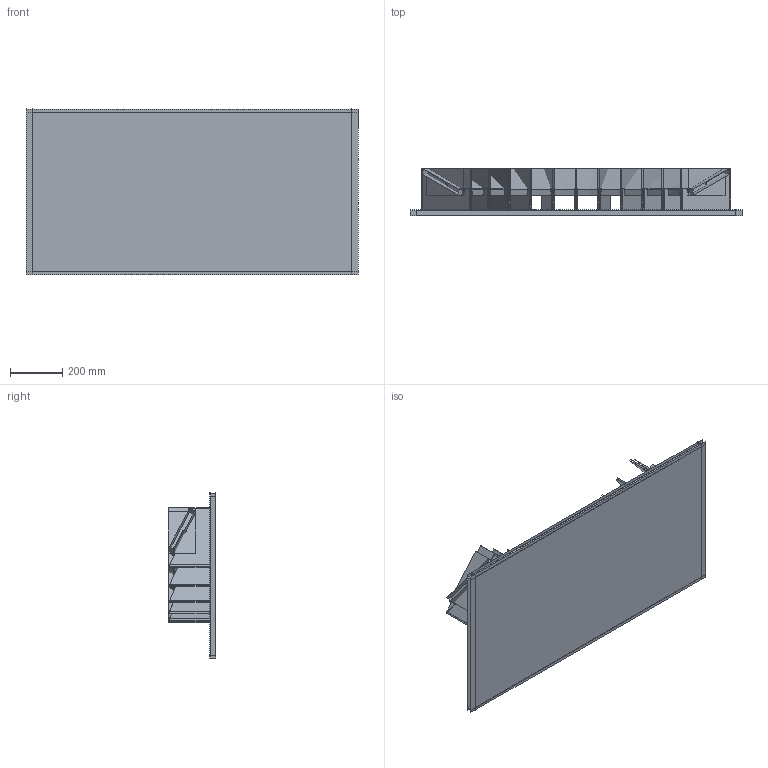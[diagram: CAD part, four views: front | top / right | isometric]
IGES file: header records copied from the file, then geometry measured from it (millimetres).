
Start section:  PTC IGES file: gaugewplate.igs
Global section: file name: gaugewplate.igs; native system: Pro/ENGINEER by Parametric Technology Corporation; preprocessor: 2006200; author: cprinisk; organization: Unknown; date: 20081222.111817; units: inch
Bounding box: 1267.97 x 181.15 x 633.98 mm (x, y, z)
Surface area: 16052120.9 mm2 (no closed solid volume)
Topology: 0 solids, 0 shells, 838 faces, 12398 edges, 16694 vertices
Faces by surface type: revolution 544, bspline 294
